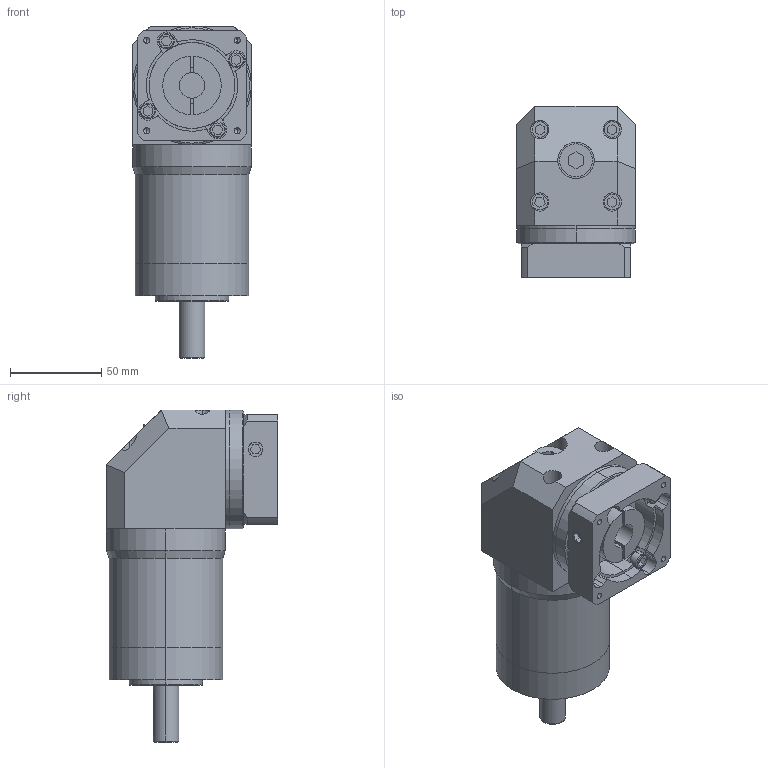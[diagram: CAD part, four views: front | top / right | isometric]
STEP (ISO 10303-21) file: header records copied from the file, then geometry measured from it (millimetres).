
FILE_DESCRIPTION (( 'STEP AP214' ), '1' );
FILE_NAME ('VGZE60Èý¼¶Ä£ÐÍM4.STEP', '2018-06-21T01:59:59', ( 'Windows' ), ( 'Microsoft' ), 'SwSTEP 2.0', 'SolidWorks 2016', '' );
FILE_SCHEMA (( 'AUTOMOTIVE_DESIGN' ));
Length unit declared in the file: millimetre
Products named in the file (1): VGZE60三级模型M4
Bounding box: 65 x 93.5 x 181.5 mm (x, y, z)
Volume: 553045.9 mm3; surface area: 73711.9 mm2
Topology: 3 solids, 3 shells, 377 faces, 912 edges, 576 vertices
Faces by surface type: plane 203, cylinder 126, cone 28, torus 20
Entity records: 11255 total; most frequent: CARTESIAN_POINT 1980, DIRECTION 1946, ORIENTED_EDGE 1788, EDGE_CURVE 894, AXIS2_PLACEMENT_3D 700, VERTEX_POINT 576, LINE 546, VECTOR 546
